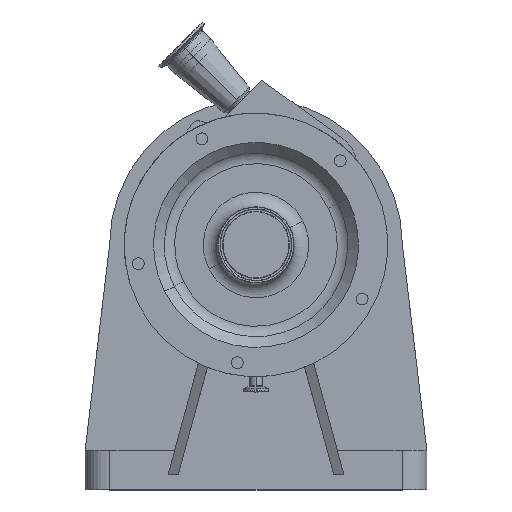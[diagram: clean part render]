
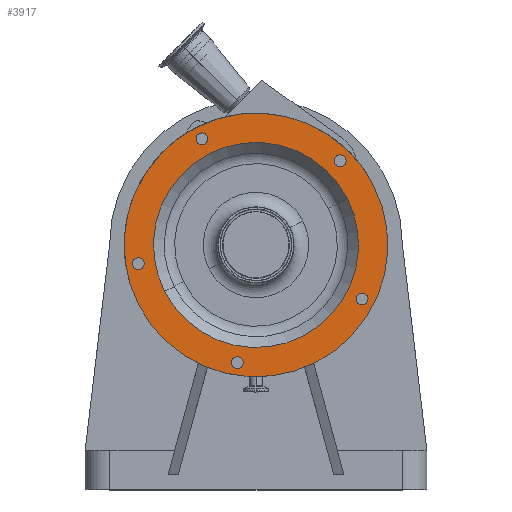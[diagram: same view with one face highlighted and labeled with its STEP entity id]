
A CAD part, top view. The second image highlights one B-rep face of the part: STEP entity #3917.
In plain terms, the highlighted planar face has unit normal (0, 0, 1).
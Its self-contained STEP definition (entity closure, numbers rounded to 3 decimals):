
#1398 = DIRECTION ( 'NONE',  ( 0.891, 0.454, 0. ) ) ;
#1408 = DIRECTION ( 'NONE',  ( -0.988, 0.156, 0. ) ) ;
#1415 = AXIS2_PLACEMENT_3D ( 'NONE', #1455, #1448, #1451 ) ;
#1416 = DIRECTION ( 'NONE',  ( 0., 0., 1. ) ) ;
#1417 = CARTESIAN_POINT ( 'NONE',  ( -120.498, -19.085, 284. ) ) ;
#1418 = AXIS2_PLACEMENT_3D ( 'NONE', #1417, #1416, #1442 ) ;
#1419 = DIRECTION ( 'NONE',  ( 0., 0., 1. ) ) ;
#1420 = CARTESIAN_POINT ( 'NONE',  ( -19.085, -120.498, 284. ) ) ;
#1421 = AXIS2_PLACEMENT_3D ( 'NONE', #1420, #1419, #1408 ) ;
#1422 = CIRCLE ( 'NONE', #1421, 6. ) ;
#1423 = CIRCLE ( 'NONE', #1427, 135. ) ;
#1427 = AXIS2_PLACEMENT_3D ( 'NONE', #1432, #1457, #1398 ) ;
#1429 = CARTESIAN_POINT ( 'NONE',  ( -55.387, 108.703, 284. ) ) ;
#1430 = AXIS2_PLACEMENT_3D ( 'NONE', #1429, #1447, #1446 ) ;
#1432 = CARTESIAN_POINT ( 'NONE',  ( 0., 0., 284. ) ) ;
#1436 = CIRCLE ( 'NONE', #1415, 6. ) ;
#1442 = DIRECTION ( 'NONE',  ( -0.156, 0.988, 0. ) ) ;
#1446 = DIRECTION ( 'NONE',  ( 0.891, 0.454, 0. ) ) ;
#1447 = DIRECTION ( 'NONE',  ( 0., 0., 1. ) ) ;
#1448 = DIRECTION ( 'NONE',  ( 0., 0., 1. ) ) ;
#1451 = DIRECTION ( 'NONE',  ( -0.454, -0.891, 0. ) ) ;
#1455 = CARTESIAN_POINT ( 'NONE',  ( 108.703, -55.387, 284. ) ) ;
#1457 = DIRECTION ( 'NONE',  ( 0., 0., 1. ) ) ;
#1460 = CIRCLE ( 'NONE', #1418, 6. ) ;
#1463 = CIRCLE ( 'NONE', #1430, 6. ) ;
#1498 = DIRECTION ( 'NONE',  ( 0.891, 0.454, 0. ) ) ;
#1499 = DIRECTION ( 'NONE',  ( 0., 0., 1. ) ) ;
#1500 = DIRECTION ( 'NONE',  ( 0., 0., -1. ) ) ;
#1501 = AXIS2_PLACEMENT_3D ( 'NONE', #1521, #1499, #1498 ) ;
#1502 = CARTESIAN_POINT ( 'NONE',  ( 86.267, 86.267, 284. ) ) ;
#1503 = PLANE ( 'NONE',  #1509 ) ;
#1509 = AXIS2_PLACEMENT_3D ( 'NONE', #1541, #1500, #1524 ) ;
#1511 = FACE_OUTER_BOUND ( 'NONE', #7636, .T. ) ;
#1512 = FACE_BOUND ( 'NONE', #3928, .T. ) ;
#1513 = DIRECTION ( 'NONE',  ( 0.707, -0.707, 0. ) ) ;
#1514 = DIRECTION ( 'NONE',  ( 0., 0., 1. ) ) ;
#1515 = AXIS2_PLACEMENT_3D ( 'NONE', #1502, #1514, #1513 ) ;
#1516 = CIRCLE ( 'NONE', #1515, 6. ) ;
#1517 = FACE_BOUND ( 'NONE', #3892, .T. ) ;
#1518 = FACE_BOUND ( 'NONE', #3799, .T. ) ;
#1519 = FACE_BOUND ( 'NONE', #3931, .T. ) ;
#1520 = FACE_BOUND ( 'NONE', #3777, .T. ) ;
#1521 = CARTESIAN_POINT ( 'NONE',  ( 0., 0., 284. ) ) ;
#1524 = DIRECTION ( 'NONE',  ( -0.891, -0.454, 0. ) ) ;
#1528 = CIRCLE ( 'NONE', #1501, 105. ) ;
#1540 = FACE_BOUND ( 'NONE', #3863, .T. ) ;
#1541 = CARTESIAN_POINT ( 'NONE',  ( -17.706, 34.749, 284. ) ) ;
#3770 = ORIENTED_EDGE ( 'NONE', *, *, #3865, .T. ) ;
#3777 = EDGE_LOOP ( 'NONE', ( #3838, #4018 ) ) ;
#3792 = ORIENTED_EDGE ( 'NONE', *, *, #3806, .F. ) ;
#3793 = EDGE_CURVE ( 'NONE', #7103, #7125, #1422, .T. ) ;
#3799 = EDGE_LOOP ( 'NONE', ( #3800, #3805 ) ) ;
#3800 = ORIENTED_EDGE ( 'NONE', *, *, #3837, .F. ) ;
#3805 = ORIENTED_EDGE ( 'NONE', *, *, #7179, .F. ) ;
#3806 = EDGE_CURVE ( 'NONE', #7152, #7106, #1460, .T. ) ;
#3815 = EDGE_CURVE ( 'NONE', #7107, #7141, #1463, .T. ) ;
#3837 = EDGE_CURVE ( 'NONE', #7247, #7241, #1436, .T. ) ;
#3838 = ORIENTED_EDGE ( 'NONE', *, *, #3896, .F. ) ;
#3863 = EDGE_LOOP ( 'NONE', ( #3792, #3887 ) ) ;
#3865 = EDGE_CURVE ( 'NONE', #7245, #7248, #1423, .T. ) ;
#3887 = ORIENTED_EDGE ( 'NONE', *, *, #7108, .F. ) ;
#3892 = EDGE_LOOP ( 'NONE', ( #3893, #3927 ) ) ;
#3893 = ORIENTED_EDGE ( 'NONE', *, *, #3793, .F. ) ;
#3896 = EDGE_CURVE ( 'NONE', #7053, #7086, #1528, .T. ) ;
#3905 = ORIENTED_EDGE ( 'NONE', *, *, #3815, .F. ) ;
#3914 = EDGE_CURVE ( 'NONE', #7244, #7158, #1516, .T. ) ;
#3917 = ADVANCED_FACE ( 'NONE', ( #1519, #1518, #1517, #1540, #1512, #1511, #1520 ), #1503, .F. ) ;
#3918 = ORIENTED_EDGE ( 'NONE', *, *, #7163, .F. ) ;
#3919 = ORIENTED_EDGE ( 'NONE', *, *, #3914, .F. ) ;
#3927 = ORIENTED_EDGE ( 'NONE', *, *, #7156, .F. ) ;
#3928 = EDGE_LOOP ( 'NONE', ( #3905, #7906 ) ) ;
#3931 = EDGE_LOOP ( 'NONE', ( #3919, #3918 ) ) ;
#4018 = ORIENTED_EDGE ( 'NONE', *, *, #7052, .F. ) ;
#5018 = ORIENTED_EDGE ( 'NONE', *, *, #7196, .T. ) ;
#5843 = AXIS2_PLACEMENT_3D ( 'NONE', #6029, #6028, #6199 ) ;
#6028 = DIRECTION ( 'NONE',  ( 0., 0., 1. ) ) ;
#6029 = CARTESIAN_POINT ( 'NONE',  ( -120.498, -19.085, 284. ) ) ;
#6076 = CIRCLE ( 'NONE', #5843, 6. ) ;
#6081 = DIRECTION ( 'NONE',  ( 0.891, 0.454, 0. ) ) ;
#6082 = DIRECTION ( 'NONE',  ( 0., 0., 1. ) ) ;
#6083 = CARTESIAN_POINT ( 'NONE',  ( 0., 0., 284. ) ) ;
#6087 = CARTESIAN_POINT ( 'NONE',  ( 93.556, 47.669, 284. ) ) ;
#6089 = CARTESIAN_POINT ( 'NONE',  ( -93.556, -47.669, 284. ) ) ;
#6092 = CIRCLE ( 'NONE', #6096, 105. ) ;
#6096 = AXIS2_PLACEMENT_3D ( 'NONE', #6083, #6082, #6081 ) ;
#6199 = DIRECTION ( 'NONE',  ( -0.156, 0.988, 0. ) ) ;
#6288 = CARTESIAN_POINT ( 'NONE',  ( -25.011, -119.559, 284. ) ) ;
#6301 = CARTESIAN_POINT ( 'NONE',  ( -119.559, -25.011, 284. ) ) ;
#6306 = CARTESIAN_POINT ( 'NONE',  ( -50.041, 111.427, 284. ) ) ;
#6307 = AXIS2_PLACEMENT_3D ( 'NONE', #6388, #6387, #6431 ) ;
#6308 = DIRECTION ( 'NONE',  ( -0.988, 0.156, 0. ) ) ;
#6309 = DIRECTION ( 'NONE',  ( 0., 0., 1. ) ) ;
#6310 = CARTESIAN_POINT ( 'NONE',  ( -19.085, -120.498, 284. ) ) ;
#6311 = AXIS2_PLACEMENT_3D ( 'NONE', #6310, #6309, #6308 ) ;
#6312 = CARTESIAN_POINT ( 'NONE',  ( 82.024, 90.51, 284. ) ) ;
#6316 = CARTESIAN_POINT ( 'NONE',  ( -121.437, -13.159, 284. ) ) ;
#6325 = CIRCLE ( 'NONE', #6311, 6. ) ;
#6346 = CIRCLE ( 'NONE', #6411, 6. ) ;
#6354 = CARTESIAN_POINT ( 'NONE',  ( -60.733, 105.979, 284. ) ) ;
#6379 = CARTESIAN_POINT ( 'NONE',  ( -13.159, -121.437, 284. ) ) ;
#6387 = DIRECTION ( 'NONE',  ( 0., 0., 1. ) ) ;
#6388 = CARTESIAN_POINT ( 'NONE',  ( 86.267, 86.267, 284. ) ) ;
#6395 = CIRCLE ( 'NONE', #6307, 6. ) ;
#6406 = DIRECTION ( 'NONE',  ( 0.891, 0.454, 0. ) ) ;
#6407 = DIRECTION ( 'NONE',  ( 0., 0., 1. ) ) ;
#6408 = CARTESIAN_POINT ( 'NONE',  ( -55.387, 108.703, 284. ) ) ;
#6411 = AXIS2_PLACEMENT_3D ( 'NONE', #6408, #6407, #6406 ) ;
#6431 = DIRECTION ( 'NONE',  ( 0.707, -0.707, 0. ) ) ;
#6445 = CARTESIAN_POINT ( 'NONE',  ( 120.286, 61.289, 284. ) ) ;
#6466 = AXIS2_PLACEMENT_3D ( 'NONE', #6512, #6636, #6635 ) ;
#6467 = DIRECTION ( 'NONE',  ( 0.891, 0.454, 0. ) ) ;
#6501 = DIRECTION ( 'NONE',  ( 0., 0., 1. ) ) ;
#6502 = CARTESIAN_POINT ( 'NONE',  ( 0., 0., 284. ) ) ;
#6512 = CARTESIAN_POINT ( 'NONE',  ( 108.703, -55.387, 284. ) ) ;
#6554 = CARTESIAN_POINT ( 'NONE',  ( 111.427, -50.041, 284. ) ) ;
#6555 = CARTESIAN_POINT ( 'NONE',  ( 105.979, -60.733, 284. ) ) ;
#6558 = CARTESIAN_POINT ( 'NONE',  ( 90.51, 82.024, 284. ) ) ;
#6561 = CIRCLE ( 'NONE', #6599, 135. ) ;
#6582 = CIRCLE ( 'NONE', #6466, 6. ) ;
#6599 = AXIS2_PLACEMENT_3D ( 'NONE', #6502, #6501, #6467 ) ;
#6603 = CARTESIAN_POINT ( 'NONE',  ( -120.286, -61.289, 284. ) ) ;
#6635 = DIRECTION ( 'NONE',  ( -0.454, -0.891, 0. ) ) ;
#6636 = DIRECTION ( 'NONE',  ( 0., 0., 1. ) ) ;
#7052 = EDGE_CURVE ( 'NONE', #7086, #7053, #6092, .T. ) ;
#7053 = VERTEX_POINT ( 'NONE', #6087 ) ;
#7086 = VERTEX_POINT ( 'NONE', #6089 ) ;
#7103 = VERTEX_POINT ( 'NONE', #6288 ) ;
#7106 = VERTEX_POINT ( 'NONE', #6301 ) ;
#7107 = VERTEX_POINT ( 'NONE', #6306 ) ;
#7108 = EDGE_CURVE ( 'NONE', #7106, #7152, #6076, .T. ) ;
#7125 = VERTEX_POINT ( 'NONE', #6379 ) ;
#7136 = EDGE_CURVE ( 'NONE', #7141, #7107, #6346, .T. ) ;
#7141 = VERTEX_POINT ( 'NONE', #6354 ) ;
#7152 = VERTEX_POINT ( 'NONE', #6316 ) ;
#7156 = EDGE_CURVE ( 'NONE', #7125, #7103, #6325, .T. ) ;
#7158 = VERTEX_POINT ( 'NONE', #6312 ) ;
#7163 = EDGE_CURVE ( 'NONE', #7158, #7244, #6395, .T. ) ;
#7179 = EDGE_CURVE ( 'NONE', #7241, #7247, #6582, .T. ) ;
#7196 = EDGE_CURVE ( 'NONE', #7248, #7245, #6561, .T. ) ;
#7241 = VERTEX_POINT ( 'NONE', #6554 ) ;
#7244 = VERTEX_POINT ( 'NONE', #6558 ) ;
#7245 = VERTEX_POINT ( 'NONE', #6603 ) ;
#7247 = VERTEX_POINT ( 'NONE', #6555 ) ;
#7248 = VERTEX_POINT ( 'NONE', #6445 ) ;
#7636 = EDGE_LOOP ( 'NONE', ( #5018, #3770 ) ) ;
#7906 = ORIENTED_EDGE ( 'NONE', *, *, #7136, .F. ) ;
